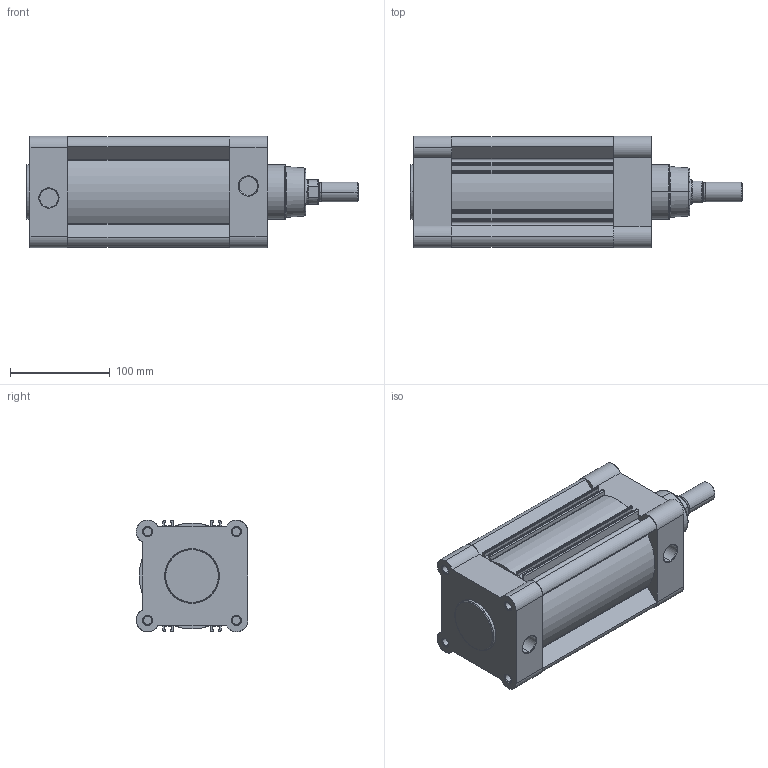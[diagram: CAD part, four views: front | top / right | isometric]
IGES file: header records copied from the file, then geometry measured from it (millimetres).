
Start section: SolidWorks IGES file using analytic representation for surfaces
Global section: file name: PMT100-100CYLINDER.IGS; native system: SolidWorks 2010; preprocessor: SolidWorks 2010; author: HASAN; date: 120517.095919; units: millimetre
Bounding box: 333 x 112 x 112 mm (x, y, z)
Surface area: 318010.1 mm2 (no closed solid volume)
Topology: 0 solids, 0 shells, 236 faces, 3590 edges, 3590 vertices
Faces by surface type: revolution 130, bspline 106
